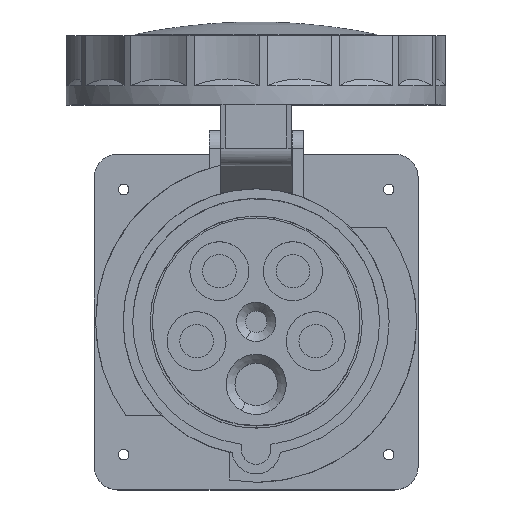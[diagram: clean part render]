
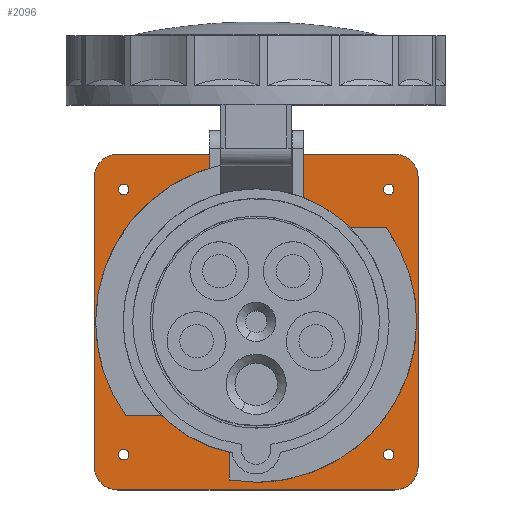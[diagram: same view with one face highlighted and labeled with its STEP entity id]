
A CAD part, top view. The second image highlights one B-rep face of the part: STEP entity #2096.
In plain terms, the highlighted face is planar.
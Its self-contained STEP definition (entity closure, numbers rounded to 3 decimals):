
#91=DIRECTION('',(0.,0.,-1.));
#92=VECTOR('',#91,32.);
#93=CARTESIAN_POINT('',(60.,-45.721,16.));
#94=LINE('',#93,#92);
#108=DIRECTION('',(0.,-1.,0.));
#109=VECTOR('',#108,3.501);
#110=CARTESIAN_POINT('',(60.,-42.22,16.));
#111=LINE('',#110,#109);
#135=CARTESIAN_POINT('',(60.,-49.,47.));
#136=DIRECTION('',(1.,0.,0.));
#137=DIRECTION('',(0.,0.,1.));
#138=AXIS2_PLACEMENT_3D('',#135,#136,#137);
#140=DIRECTION('',(0.,0.,-1.));
#141=VECTOR('',#140,94.);
#142=CARTESIAN_POINT('',(60.,-57.,47.));
#143=LINE('',#142,#141);
#144=CARTESIAN_POINT('',(60.,-49.,-47.));
#145=DIRECTION('',(1.,0.,0.));
#146=DIRECTION('',(0.,-1.,0.));
#147=AXIS2_PLACEMENT_3D('',#144,#145,#146);
#149=DIRECTION('',(0.,1.,0.));
#150=VECTOR('',#149,98.);
#151=CARTESIAN_POINT('',(60.,-49.,-55.));
#152=LINE('',#151,#150);
#153=CARTESIAN_POINT('',(60.,49.,-47.));
#154=DIRECTION('',(1.,0.,0.));
#155=DIRECTION('',(0.,0.,-1.));
#156=AXIS2_PLACEMENT_3D('',#153,#154,#155);
#158=DIRECTION('',(0.,0.,1.));
#159=VECTOR('',#158,94.);
#160=CARTESIAN_POINT('',(60.,57.,-47.));
#161=LINE('',#160,#159);
#162=CARTESIAN_POINT('',(60.,49.,47.));
#163=DIRECTION('',(1.,0.,0.));
#164=DIRECTION('',(0.,1.,0.));
#165=AXIS2_PLACEMENT_3D('',#162,#163,#164);
#167=CARTESIAN_POINT('',(60.,0.,0.));
#168=DIRECTION('',(-1.,0.,0.));
#169=DIRECTION('',(0.,-0.935,0.354));
#170=AXIS2_PLACEMENT_3D('',#167,#168,#169);
#172=CARTESIAN_POINT('',(60.,0.,0.));
#173=DIRECTION('',(-1.,0.,0.));
#174=DIRECTION('',(0.,0.,1.));
#175=AXIS2_PLACEMENT_3D('',#172,#173,#174);
#177=CARTESIAN_POINT('',(60.,43.4,0.));
#178=DIRECTION('',(-1.,0.,0.));
#179=DIRECTION('',(0.,0.121,0.993));
#180=AXIS2_PLACEMENT_3D('',#177,#178,#179);
#182=CARTESIAN_POINT('',(60.,0.,0.));
#183=DIRECTION('',(-1.,0.,0.));
#184=DIRECTION('',(0.,0.983,-0.181));
#185=AXIS2_PLACEMENT_3D('',#182,#183,#184);
#187=CARTESIAN_POINT('',(60.,0.,0.));
#188=DIRECTION('',(-1.,0.,0.));
#189=DIRECTION('',(0.,0.,-1.));
#190=AXIS2_PLACEMENT_3D('',#187,#188,#189);
#192=CARTESIAN_POINT('',(60.,-45.,-45.));
#193=DIRECTION('',(-1.,0.,0.));
#194=DIRECTION('',(0.,0.,1.));
#195=AXIS2_PLACEMENT_3D('',#192,#193,#194);
#197=CARTESIAN_POINT('',(60.,-45.,-45.));
#198=DIRECTION('',(-1.,0.,0.));
#199=DIRECTION('',(0.,0.,-1.));
#200=AXIS2_PLACEMENT_3D('',#197,#198,#199);
#202=CARTESIAN_POINT('',(60.,45.,-45.));
#203=DIRECTION('',(-1.,0.,0.));
#204=DIRECTION('',(0.,0.,-1.));
#205=AXIS2_PLACEMENT_3D('',#202,#203,#204);
#207=CARTESIAN_POINT('',(60.,45.,-45.));
#208=DIRECTION('',(-1.,0.,0.));
#209=DIRECTION('',(0.,0.,1.));
#210=AXIS2_PLACEMENT_3D('',#207,#208,#209);
#212=CARTESIAN_POINT('',(60.,-45.,45.));
#213=DIRECTION('',(-1.,0.,0.));
#214=DIRECTION('',(0.,0.,1.));
#215=AXIS2_PLACEMENT_3D('',#212,#213,#214);
#217=CARTESIAN_POINT('',(60.,-45.,45.));
#218=DIRECTION('',(-1.,0.,0.));
#219=DIRECTION('',(0.,0.,-1.));
#220=AXIS2_PLACEMENT_3D('',#217,#218,#219);
#222=CARTESIAN_POINT('',(60.,45.,45.));
#223=DIRECTION('',(-1.,0.,0.));
#224=DIRECTION('',(0.,0.,-1.));
#225=AXIS2_PLACEMENT_3D('',#222,#223,#224);
#227=CARTESIAN_POINT('',(60.,45.,45.));
#228=DIRECTION('',(-1.,0.,0.));
#229=DIRECTION('',(0.,0.,1.));
#230=AXIS2_PLACEMENT_3D('',#227,#228,#229);
#232=DIRECTION('',(0.,1.,0.));
#233=VECTOR('',#232,98.);
#234=CARTESIAN_POINT('',(60.,-49.,55.));
#235=LINE('',#234,#233);
#1200=DIRECTION('',(0.,1.,0.));
#1201=VECTOR('',#1200,3.501);
#1202=CARTESIAN_POINT('',(60.,-45.721,-16.));
#1203=LINE('',#1202,#1201);
#1452=CARTESIAN_POINT('',(60.,-42.22,-16.));
#1453=VERTEX_POINT('',#1452);
#1454=CARTESIAN_POINT('',(60.,0.,-45.15));
#1455=VERTEX_POINT('',#1454);
#1456=CARTESIAN_POINT('',(60.,44.401,-8.189));
#1457=VERTEX_POINT('',#1456);
#1475=CARTESIAN_POINT('',(60.,44.401,8.189));
#1476=VERTEX_POINT('',#1475);
#1477=CARTESIAN_POINT('',(60.,0.,45.15));
#1478=VERTEX_POINT('',#1477);
#1479=CARTESIAN_POINT('',(60.,-42.22,16.));
#1480=VERTEX_POINT('',#1479);
#1513=CARTESIAN_POINT('',(60.,-45.721,16.));
#1514=VERTEX_POINT('',#1513);
#1515=CARTESIAN_POINT('',(60.,-45.721,-16.));
#1516=VERTEX_POINT('',#1515);
#1529=CARTESIAN_POINT('',(60.,-49.,55.));
#1530=CARTESIAN_POINT('',(60.,49.,55.));
#1531=VERTEX_POINT('',#1529);
#1532=VERTEX_POINT('',#1530);
#1533=CARTESIAN_POINT('',(60.,-57.,47.));
#1534=VERTEX_POINT('',#1533);
#1535=CARTESIAN_POINT('',(60.,-57.,-47.));
#1536=VERTEX_POINT('',#1535);
#1537=CARTESIAN_POINT('',(60.,-49.,-55.));
#1538=VERTEX_POINT('',#1537);
#1539=CARTESIAN_POINT('',(60.,49.,-55.));
#1540=VERTEX_POINT('',#1539);
#1541=CARTESIAN_POINT('',(60.,57.,-47.));
#1542=VERTEX_POINT('',#1541);
#1543=CARTESIAN_POINT('',(60.,57.,47.));
#1544=VERTEX_POINT('',#1543);
#1545=CARTESIAN_POINT('',(60.,-45.,-43.2));
#1546=CARTESIAN_POINT('',(60.,-45.,-46.8));
#1547=VERTEX_POINT('',#1545);
#1548=VERTEX_POINT('',#1546);
#1549=CARTESIAN_POINT('',(60.,45.,-46.8));
#1550=CARTESIAN_POINT('',(60.,45.,-43.2));
#1551=VERTEX_POINT('',#1549);
#1552=VERTEX_POINT('',#1550);
#1553=CARTESIAN_POINT('',(60.,-45.,46.8));
#1554=CARTESIAN_POINT('',(60.,-45.,43.2));
#1555=VERTEX_POINT('',#1553);
#1556=VERTEX_POINT('',#1554);
#1557=CARTESIAN_POINT('',(60.,45.,43.2));
#1558=CARTESIAN_POINT('',(60.,45.,46.8));
#1559=VERTEX_POINT('',#1557);
#1560=VERTEX_POINT('',#1558);
#2037=CARTESIAN_POINT('',(60.,51.65,-2.317));
#2038=DIRECTION('',(1.,0.,0.));
#2039=DIRECTION('',(0.,0.,-1.));
#2040=AXIS2_PLACEMENT_3D('',#2037,#2038,#2039);
#2041=PLANE('',#2040);
#2043=ORIENTED_EDGE('',*,*,#2042,.F.);
#2045=ORIENTED_EDGE('',*,*,#2044,.T.);
#2047=ORIENTED_EDGE('',*,*,#2046,.T.);
#2049=ORIENTED_EDGE('',*,*,#2048,.T.);
#2051=ORIENTED_EDGE('',*,*,#2050,.T.);
#2053=ORIENTED_EDGE('',*,*,#2052,.T.);
#2055=ORIENTED_EDGE('',*,*,#2054,.T.);
#2057=ORIENTED_EDGE('',*,*,#2056,.T.);
#2058=EDGE_LOOP('',(#2043,#2045,#2047,#2049,#2051,#2053,#2055,#2057));
#2059=FACE_OUTER_BOUND('',#2058,.F.);
#2060=ORIENTED_EDGE('',*,*,#1974,.F.);
#2061=ORIENTED_EDGE('',*,*,#2022,.F.);
#2062=ORIENTED_EDGE('',*,*,#1902,.T.);
#2063=ORIENTED_EDGE('',*,*,#1900,.T.);
#2065=ORIENTED_EDGE('',*,*,#2064,.T.);
#2066=ORIENTED_EDGE('',*,*,#1871,.T.);
#2067=ORIENTED_EDGE('',*,*,#1869,.T.);
#2069=ORIENTED_EDGE('',*,*,#2068,.F.);
#2070=EDGE_LOOP('',(#2060,#2061,#2062,#2063,#2065,#2066,#2067,#2069));
#2071=FACE_BOUND('',#2070,.F.);
#2073=ORIENTED_EDGE('',*,*,#2072,.T.);
#2075=ORIENTED_EDGE('',*,*,#2074,.T.);
#2076=EDGE_LOOP('',(#2073,#2075));
#2077=FACE_BOUND('',#2076,.F.);
#2079=ORIENTED_EDGE('',*,*,#2078,.T.);
#2081=ORIENTED_EDGE('',*,*,#2080,.T.);
#2082=EDGE_LOOP('',(#2079,#2081));
#2083=FACE_BOUND('',#2082,.F.);
#2085=ORIENTED_EDGE('',*,*,#2084,.T.);
#2087=ORIENTED_EDGE('',*,*,#2086,.T.);
#2088=EDGE_LOOP('',(#2085,#2087));
#2089=FACE_BOUND('',#2088,.F.);
#2091=ORIENTED_EDGE('',*,*,#2090,.T.);
#2093=ORIENTED_EDGE('',*,*,#2092,.T.);
#2094=EDGE_LOOP('',(#2091,#2093));
#2095=FACE_BOUND('',#2094,.F.);
#2096=ADVANCED_FACE('',(#2059,#2071,#2077,#2083,#2089,#2095),#2041,.F.);
#139=CIRCLE('',#138,8.);
#148=CIRCLE('',#147,8.);
#157=CIRCLE('',#156,8.);
#166=CIRCLE('',#165,8.);
#171=CIRCLE('',#170,45.15);
#176=CIRCLE('',#175,45.15);
#181=CIRCLE('',#180,8.25);
#186=CIRCLE('',#185,45.15);
#191=CIRCLE('',#190,45.15);
#196=CIRCLE('',#195,1.8);
#201=CIRCLE('',#200,1.8);
#206=CIRCLE('',#205,1.8);
#211=CIRCLE('',#210,1.8);
#216=CIRCLE('',#215,1.8);
#221=CIRCLE('',#220,1.8);
#226=CIRCLE('',#225,1.8);
#231=CIRCLE('',#230,1.8);
#1869=EDGE_CURVE('',#1455,#1453,#191,.T.);
#1871=EDGE_CURVE('',#1457,#1455,#186,.T.);
#1900=EDGE_CURVE('',#1478,#1476,#176,.T.);
#1902=EDGE_CURVE('',#1480,#1478,#171,.T.);
#1974=EDGE_CURVE('',#1514,#1516,#94,.T.);
#2022=EDGE_CURVE('',#1480,#1514,#111,.T.);
#2042=EDGE_CURVE('',#1531,#1532,#235,.T.);
#2044=EDGE_CURVE('',#1531,#1534,#139,.T.);
#2046=EDGE_CURVE('',#1534,#1536,#143,.T.);
#2048=EDGE_CURVE('',#1536,#1538,#148,.T.);
#2050=EDGE_CURVE('',#1538,#1540,#152,.T.);
#2052=EDGE_CURVE('',#1540,#1542,#157,.T.);
#2054=EDGE_CURVE('',#1542,#1544,#161,.T.);
#2056=EDGE_CURVE('',#1544,#1532,#166,.T.);
#2064=EDGE_CURVE('',#1476,#1457,#181,.T.);
#2068=EDGE_CURVE('',#1516,#1453,#1203,.T.);
#2072=EDGE_CURVE('',#1547,#1548,#196,.T.);
#2074=EDGE_CURVE('',#1548,#1547,#201,.T.);
#2078=EDGE_CURVE('',#1551,#1552,#206,.T.);
#2080=EDGE_CURVE('',#1552,#1551,#211,.T.);
#2084=EDGE_CURVE('',#1555,#1556,#216,.T.);
#2086=EDGE_CURVE('',#1556,#1555,#221,.T.);
#2090=EDGE_CURVE('',#1559,#1560,#226,.T.);
#2092=EDGE_CURVE('',#1560,#1559,#231,.T.);
